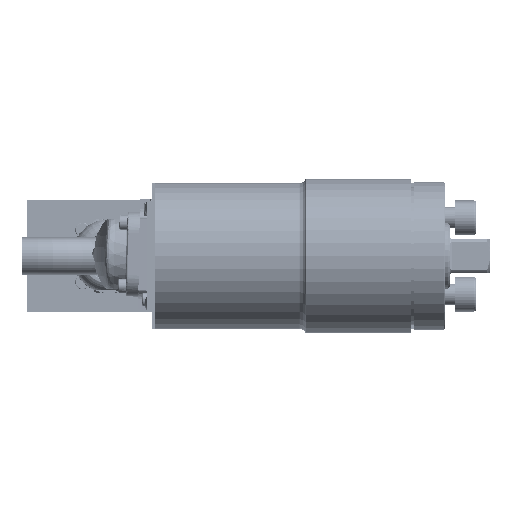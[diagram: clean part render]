
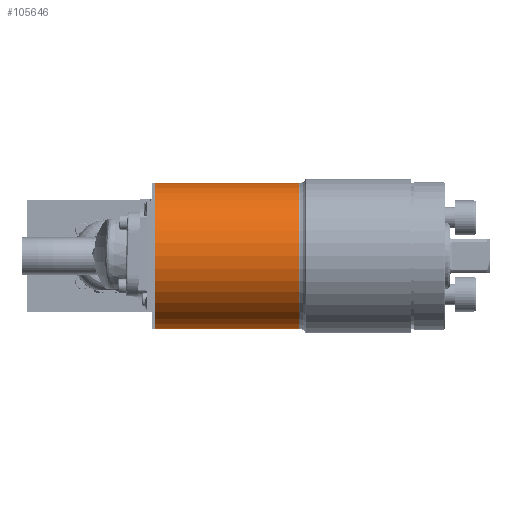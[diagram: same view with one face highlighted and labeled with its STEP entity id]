
A CAD part, left-side view. The second image highlights one B-rep face of the part: STEP entity #105646.
In plain terms, the highlighted cylindrical face has radius 27.5 mm (diameter 55 mm), a partial arc.
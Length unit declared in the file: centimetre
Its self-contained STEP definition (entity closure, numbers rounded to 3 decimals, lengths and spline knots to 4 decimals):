
#14062=LINE('',#222584,#21853);
#14082=LINE('',#222740,#21873);
#21853=VECTOR('',#141407,5.4402);
#21873=VECTOR('',#141447,5.4402);
#23728=CYLINDRICAL_SURFACE('',#115552,2.75);
#28813=FACE_OUTER_BOUND('',#34663,.T.);
#34663=EDGE_LOOP('',(#94092,#94093,#94094,#94095));
#39526=CIRCLE('',#115185,2.75);
#39734=CIRCLE('',#115551,2.75);
#49243=VERTEX_POINT('',#222581);
#49244=VERTEX_POINT('',#222583);
#49273=VERTEX_POINT('',#222727);
#49274=VERTEX_POINT('',#222739);
#64028=EDGE_CURVE('',#49243,#49244,#14062,.T.);
#64061=EDGE_CURVE('',#49274,#49273,#14082,.T.);
#64209=EDGE_CURVE('',#49273,#49244,#39526,.T.);
#64659=EDGE_CURVE('',#49274,#49243,#39734,.T.);
#94092=ORIENTED_EDGE('',*,*,#64209,.T.);
#94093=ORIENTED_EDGE('',*,*,#64028,.F.);
#94094=ORIENTED_EDGE('',*,*,#64659,.F.);
#94095=ORIENTED_EDGE('',*,*,#64061,.T.);
#105646=ADVANCED_FACE('',(#28813),#23728,.T.);
#115185=AXIS2_PLACEMENT_3D('',#223215,#141749,#141750);
#115551=AXIS2_PLACEMENT_3D('',#227244,#142620,#142621);
#115552=AXIS2_PLACEMENT_3D('',#227245,#142622,#142623);
#141407=DIRECTION('',(0.,-1.,0.));
#141447=DIRECTION('',(0.,-1.,0.));
#141749=DIRECTION('center_axis',(0.,1.,0.));
#141750=DIRECTION('ref_axis',(0.,0.,
-1.));
#142620=DIRECTION('center_axis',(0.,1.,0.));
#142621=DIRECTION('ref_axis',(0.,0.,
-1.));
#142622=DIRECTION('center_axis',(0.,1.,0.));
#142623=DIRECTION('ref_axis',(-1.,0.,0.));
#222581=CARTESIAN_POINT('',(-10.07,2.9,2.75));
#222583=CARTESIAN_POINT('',(-10.07,-2.5402,2.75));
#222584=CARTESIAN_POINT('',(-10.07,2.9,2.75));
#222727=CARTESIAN_POINT('',(-10.07,-2.5402,-2.75));
#222739=CARTESIAN_POINT('',(-10.07,2.9,-2.75));
#222740=CARTESIAN_POINT('',(-10.07,2.9,-2.75));
#223215=CARTESIAN_POINT('Origin',(-10.07,-2.5402,0.));
#227244=CARTESIAN_POINT('Origin',(-10.07,2.9,0.));
#227245=CARTESIAN_POINT('Origin',(-10.07,3.,0.));
